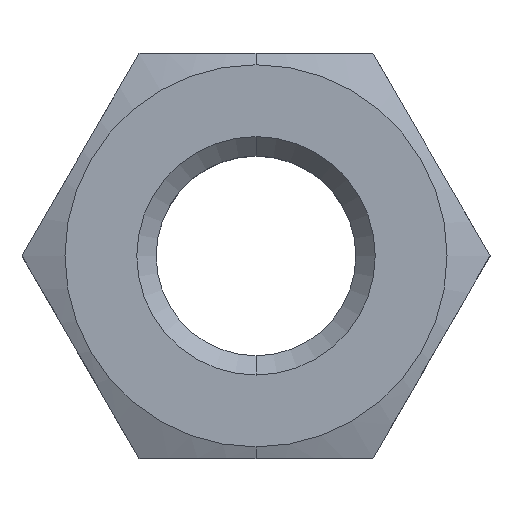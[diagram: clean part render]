
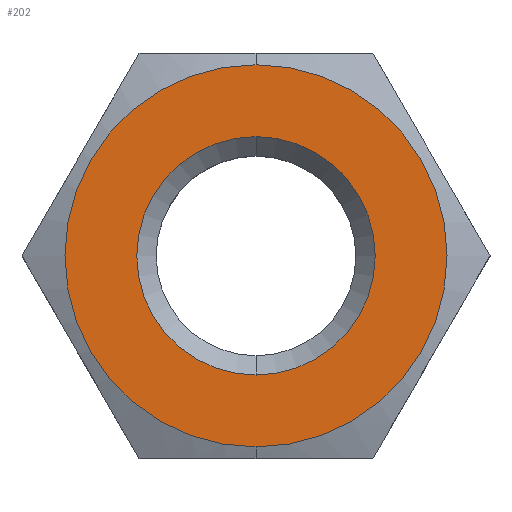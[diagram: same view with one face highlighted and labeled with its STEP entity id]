
A CAD part, top view. The second image highlights one B-rep face of the part: STEP entity #202.
In plain terms, the highlighted planar face has unit normal (0, 0, 1).
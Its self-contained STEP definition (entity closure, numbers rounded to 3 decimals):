
#4 = CIRCLE ( 'NONE', #549, 5. ) ;
#15 = CIRCLE ( 'NONE', #304, 8.015 ) ;
#29 = CIRCLE ( 'NONE', #252, 8.015 ) ;
#38 = ORIENTED_EDGE ( 'NONE', *, *, #466, .F. ) ;
#50 = EDGE_CURVE ( 'E55', #208, #517, #4, .T. ) ;
#81 = EDGE_LOOP ( 'NONE', ( #241, #38 ) ) ;
#117 = CARTESIAN_POINT ( 'NONE',  ( 0., 0., 8. ) ) ;
#169 = CARTESIAN_POINT ( 'NONE',  ( 0., 0., 8. ) ) ;
#177 = DIRECTION ( 'NONE',  ( 0., 1., 0. ) ) ;
#181 = FACE_BOUND ( 'NONE', #295, .T. ) ;
#202 = ADVANCED_FACE ( 'E62', ( #316, #181 ), #565, .T. ) ;
#205 = EDGE_CURVE ( 'E63', #633, #250, #15, .T. ) ;
#208 = VERTEX_POINT ( 'NONE', #465 ) ;
#214 = ORIENTED_EDGE ( 'NONE', *, *, #50, .T. ) ;
#227 = AXIS2_PLACEMENT_3D ( 'NONE', #117, #416, #371 ) ;
#238 = CIRCLE ( 'NONE', #227, 5. ) ;
#241 = ORIENTED_EDGE ( 'NONE', *, *, #205, .F. ) ;
#250 = VERTEX_POINT ( 'NONE', #618 ) ;
#252 = AXIS2_PLACEMENT_3D ( 'NONE', #169, #576, #177 ) ;
#253 = CARTESIAN_POINT ( 'NONE',  ( 9.815, 0., 8. ) ) ;
#269 = AXIS2_PLACEMENT_3D ( 'NONE', #253, #411, #305 ) ;
#295 = EDGE_LOOP ( 'NONE', ( #597, #214 ) ) ;
#303 = DIRECTION ( 'NONE',  ( 0., 1., 0. ) ) ;
#304 = AXIS2_PLACEMENT_3D ( 'NONE', #563, #609, #303 ) ;
#305 = DIRECTION ( 'NONE',  ( 1., 0., 0. ) ) ;
#316 = FACE_OUTER_BOUND ( 'NONE', #81, .T. ) ;
#328 = EDGE_CURVE ( 'E55', #517, #208, #238, .T. ) ;
#332 = CARTESIAN_POINT ( 'NONE',  ( 0., -5., 8. ) ) ;
#345 = CARTESIAN_POINT ( 'NONE',  ( 0., 0., 8. ) ) ;
#349 = DIRECTION ( 'NONE',  ( 0., 0., -1. ) ) ;
#371 = DIRECTION ( 'NONE',  ( 0., 1., 0. ) ) ;
#411 = DIRECTION ( 'NONE',  ( 0., 0., 1. ) ) ;
#416 = DIRECTION ( 'NONE',  ( 0., 0., -1. ) ) ;
#465 = CARTESIAN_POINT ( 'NONE',  ( 0., 5., 8. ) ) ;
#466 = EDGE_CURVE ( 'E63', #250, #633, #29, .T. ) ;
#510 = DIRECTION ( 'NONE',  ( 0., 1., 0. ) ) ;
#517 = VERTEX_POINT ( 'NONE', #332 ) ;
#549 = AXIS2_PLACEMENT_3D ( 'NONE', #345, #349, #510 ) ;
#563 = CARTESIAN_POINT ( 'NONE',  ( 0., 0., 8. ) ) ;
#565 = PLANE ( 'NONE',  #269 ) ;
#576 = DIRECTION ( 'NONE',  ( 0., 0., -1. ) ) ;
#597 = ORIENTED_EDGE ( 'NONE', *, *, #328, .T. ) ;
#609 = DIRECTION ( 'NONE',  ( 0., 0., -1. ) ) ;
#618 = CARTESIAN_POINT ( 'NONE',  ( 0., -8.015, 8. ) ) ;
#633 = VERTEX_POINT ( 'NONE', #644 ) ;
#644 = CARTESIAN_POINT ( 'NONE',  ( 0., 8.015, 8. ) ) ;
